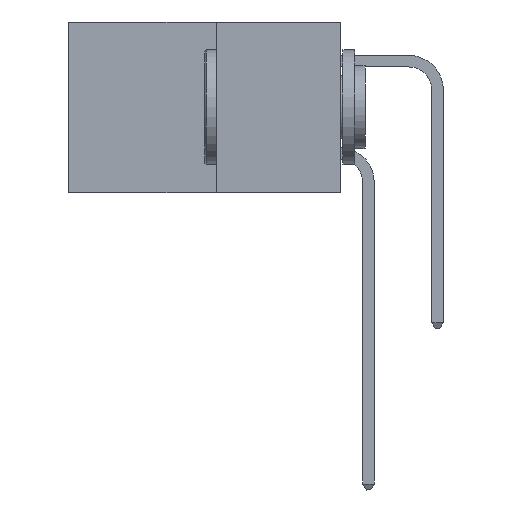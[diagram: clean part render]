
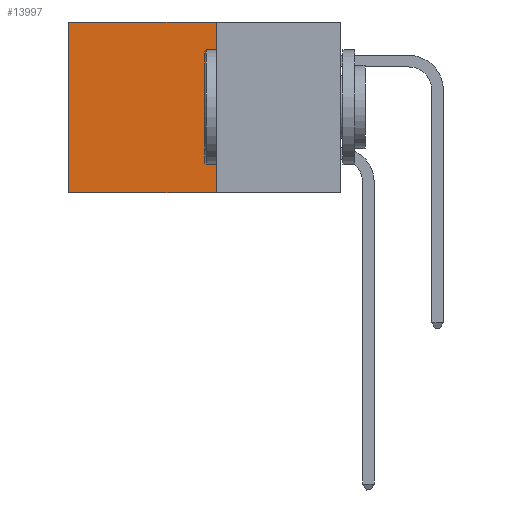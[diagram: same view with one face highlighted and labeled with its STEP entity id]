
A CAD part, left-side view. The second image highlights one B-rep face of the part: STEP entity #13997.
In plain terms, the highlighted planar face has unit normal (-1, 0, 0).
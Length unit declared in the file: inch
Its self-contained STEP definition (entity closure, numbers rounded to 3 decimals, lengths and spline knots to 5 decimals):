
#780 = ORIENTED_EDGE ( 'NONE', *, *, #24575, .F. ) ;
#2163 = FACE_OUTER_BOUND ( 'NONE', #24752, .T. ) ;
#2293 = VERTEX_POINT ( 'NONE', #24631 ) ;
#2396 = VECTOR ( 'NONE', #15287, 39.37008 ) ;
#2471 = PLANE ( 'NONE',  #5289 ) ;
#5289 = AXIS2_PLACEMENT_3D ( 'NONE', #11391, #26537, #13583 ) ;
#5361 = VERTEX_POINT ( 'NONE', #11752 ) ;
#5566 = CARTESIAN_POINT ( 'NONE',  ( 0.277, 0.59, -0.37 ) ) ;
#5864 = VECTOR ( 'NONE', #25042, 39.37008 ) ;
#6326 = VERTEX_POINT ( 'NONE', #9261 ) ;
#6394 = LINE ( 'NONE', #11092, #17404 ) ;
#7787 = DIRECTION ( 'NONE',  ( 0., 0., -1. ) ) ;
#9261 = CARTESIAN_POINT ( 'NONE',  ( 0.277, 0.27, 0. ) ) ;
#9624 = VERTEX_POINT ( 'NONE', #27264 ) ;
#9657 = LINE ( 'NONE', #5566, #20612 ) ;
#9820 = CARTESIAN_POINT ( 'NONE',  ( 0.277, 0.27, -0.37 ) ) ;
#11053 = LINE ( 'NONE', #9820, #5864 ) ;
#11092 = CARTESIAN_POINT ( 'NONE',  ( 0.277, 0.27, 0. ) ) ;
#11391 = CARTESIAN_POINT ( 'NONE',  ( 0.277, 0.27, -0.37 ) ) ;
#11752 = CARTESIAN_POINT ( 'NONE',  ( 0.277, 0.59, -0.37 ) ) ;
#13285 = DIRECTION ( 'NONE',  ( 0., 1., 0. ) ) ;
#13583 = DIRECTION ( 'NONE',  ( 0., 0., -1. ) ) ;
#13997 = ADVANCED_FACE ( 'NONE', ( #2163 ), #2471, .F. ) ;
#15287 = DIRECTION ( 'NONE',  ( 0., 0., -1. ) ) ;
#16063 = ORIENTED_EDGE ( 'NONE', *, *, #24614, .T. ) ;
#16165 = ORIENTED_EDGE ( 'NONE', *, *, #27128, .T. ) ;
#17404 = VECTOR ( 'NONE', #13285, 39.37008 ) ;
#19510 = ORIENTED_EDGE ( 'NONE', *, *, #24273, .F. ) ;
#20612 = VECTOR ( 'NONE', #7787, 39.37008 ) ;
#24273 = EDGE_CURVE ( 'NONE', #6326, #9624, #25012, .T. ) ;
#24575 = EDGE_CURVE ( 'NONE', #9624, #5361, #11053, .T. ) ;
#24614 = EDGE_CURVE ( 'NONE', #2293, #5361, #9657, .T. ) ;
#24631 = CARTESIAN_POINT ( 'NONE',  ( 0.277, 0.59, 0. ) ) ;
#24752 = EDGE_LOOP ( 'NONE', ( #16063, #780, #19510, #16165 ) ) ;
#25012 = LINE ( 'NONE', #28265, #2396 ) ;
#25042 = DIRECTION ( 'NONE',  ( 0., 1., 0. ) ) ;
#26537 = DIRECTION ( 'NONE',  ( 1., 0., 0. ) ) ;
#27128 = EDGE_CURVE ( 'NONE', #6326, #2293, #6394, .T. ) ;
#27264 = CARTESIAN_POINT ( 'NONE',  ( 0.277, 0.27, -0.37 ) ) ;
#28265 = CARTESIAN_POINT ( 'NONE',  ( 0.277, 0.27, -0.37 ) ) ;
